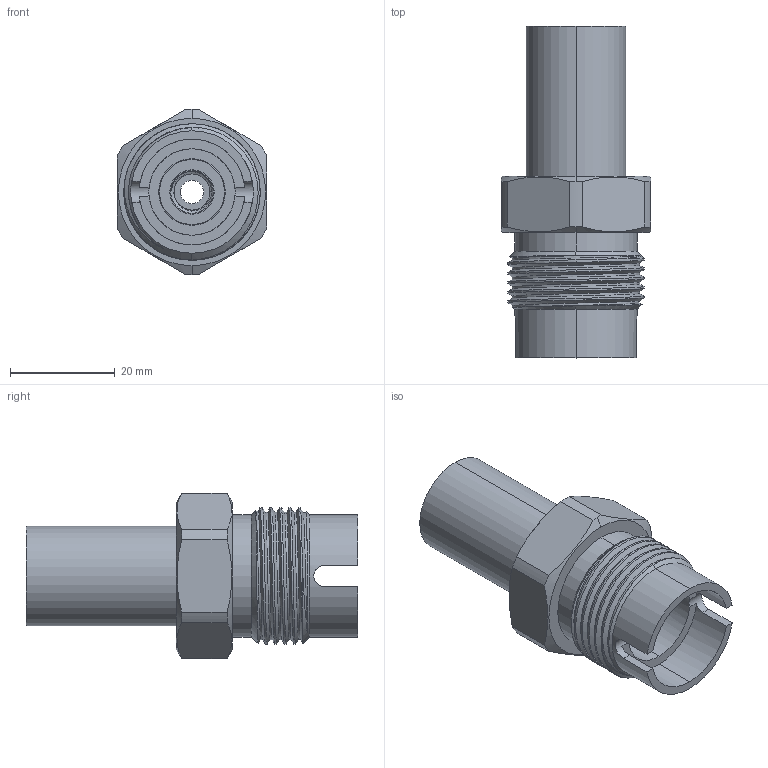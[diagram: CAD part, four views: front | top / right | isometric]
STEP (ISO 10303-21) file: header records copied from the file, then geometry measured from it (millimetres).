
FILE_DESCRIPTION (( 'STEP AP203' ), '1' );
FILE_NAME ('AD-632MSS-12TS-R-2.50.STEP', '2025-08-05T18:50:18', ( '' ), ( '' ), 'SwSTEP 2.0', 'SolidWorks 2018', '' );
FILE_SCHEMA (( 'CONFIG_CONTROL_DESIGN' ));
Length unit declared in the file: inch
Products named in the file (1): AD-632MSS-12TS-R-2.50
Bounding box: 28.57 x 63.5 x 31.75 mm (x, y, z)
Volume: 20072.3 mm3; surface area: 8269.3 mm2
Topology: 1 solids, 1 shells, 181 faces, 554 edges, 388 vertices
Faces by surface type: plane 62, bspline 56, cylinder 47, cone 12, torus 4
Entity records: 16348 total; most frequent: CARTESIAN_POINT 11838, ORIENTED_EDGE 1108, DIRECTION 636, EDGE_CURVE 554, VERTEX_POINT 388, B_SPLINE_CURVE_WITH_KNOTS 247, VECTOR 230, LINE 230
